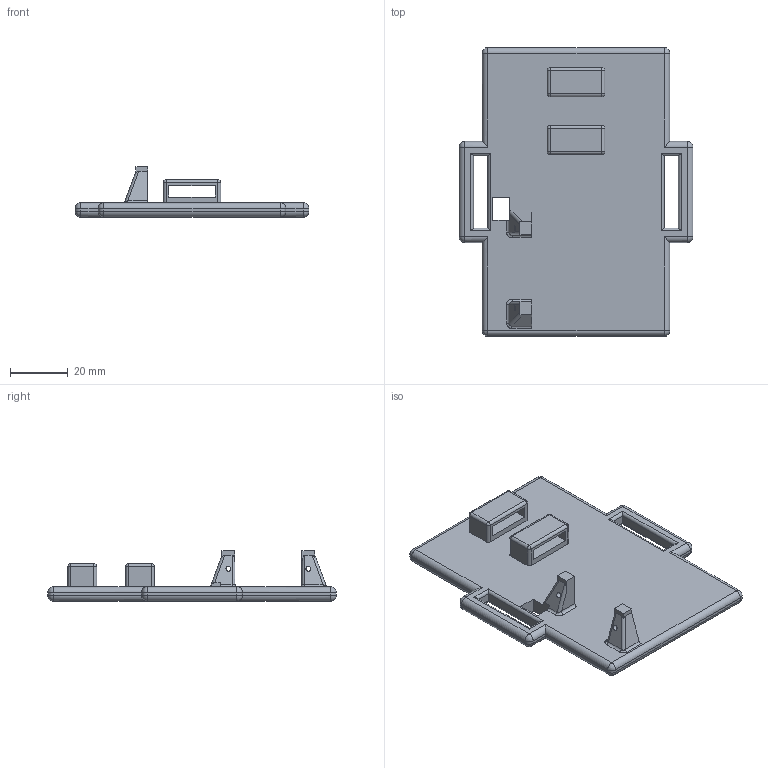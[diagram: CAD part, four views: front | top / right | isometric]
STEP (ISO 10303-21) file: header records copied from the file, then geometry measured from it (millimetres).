
FILE_DESCRIPTION(/* description */ ('STEP AP242','CAx-IF Rec.Pracs.---Representation and Presentation of Product Manufacturing Information (PMI)---4.0---2014-10-13','CAx-IF Rec.Pracs.---3D Tessellated Geometry---0.4---2014-09-14','2;1'),/* implementation_level */ '2;1');
FILE_NAME(/* name */ '68703a5c3011cf6383a264e2',/* time_stamp */ '2025-07-10T22:10:37Z',/* author */ (''),/* organization */ (''),/* preprocessor_version */ 'ST-DEVELOPER v20',/* originating_system */ 'ONSHAPE BY PTC INC, 1.200',/* authorisation */ ' ');
FILE_SCHEMA (('AP242_MANAGED_MODEL_BASED_3D_ENGINEERING_MIM_LF { 1 0 10303 442 1 1 4 }'));
Length unit declared in the file: metre
Products named in the file (1): Part 1
Bounding box: 81 x 100 x 17.5 mm (x, y, z)
Volume: 35908.5 mm3; surface area: 17284.9 mm2
Topology: 1 solids, 1 shells, 160 faces, 389 edges, 210 vertices
Faces by surface type: cylinder 75, plane 58, sphere 24, bspline 3
Full cylindrical faces by diameter (mm): 1.7 x2
Entity records: 4453 total; most frequent: DIRECTION 809, CARTESIAN_POINT 772, ORIENTED_EDGE 722, EDGE_CURVE 361, AXIS2_PLACEMENT_3D 290, LINE 229, VECTOR 229, VERTEX_POINT 208
